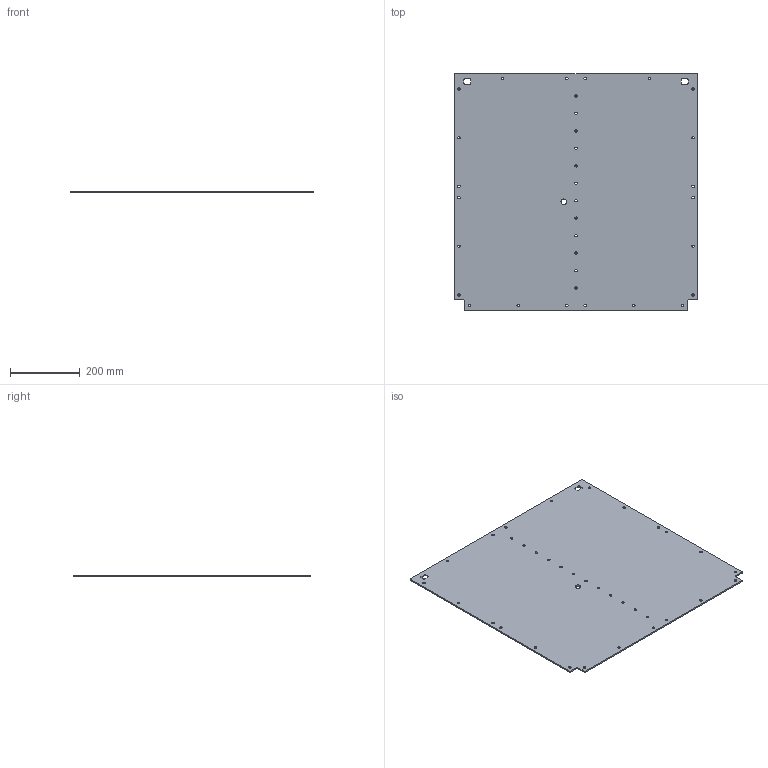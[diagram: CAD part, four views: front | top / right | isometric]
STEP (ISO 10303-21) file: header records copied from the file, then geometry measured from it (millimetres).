
FILE_DESCRIPTION(/* description */ (''),/* implementation_level */ '2;1');
FILE_NAME(/* name */ 'panel_electronics_500_plain.step',/* time_stamp */ '2022-06-24T12:38:25+01:00',/* author */ (''),/* organization */ (''),/* preprocessor_version */ 'ST-DEVELOPER v19',/* originating_system */ 'Autodesk Translation Framework v11.7.0.108',/* authorisation */ '');
FILE_SCHEMA (('AUTOMOTIVE_DESIGN { 1 0 10303 214 3 1 1 }'));
Length unit declared in the file: millimetre
Products named in the file (1): panel_electronics_split_500
Bounding box: 698 x 678 x 4 mm (x, y, z)
Volume: 1877435.6 mm3; surface area: 953411.5 mm2
Topology: 1 solids, 1 shells, 69 faces, 201 edges, 134 vertices
Faces by surface type: cylinder 51, plane 18
Full cylindrical faces by diameter (mm): 7 x34, 16 x1
Entity records: 2518 total; most frequent: DIRECTION 443, CARTESIAN_POINT 405, ORIENTED_EDGE 402, EDGE_CURVE 201, AXIS2_PLACEMENT_3D 172, EDGE_LOOP 143, VERTEX_POINT 134, CIRCLE 102
